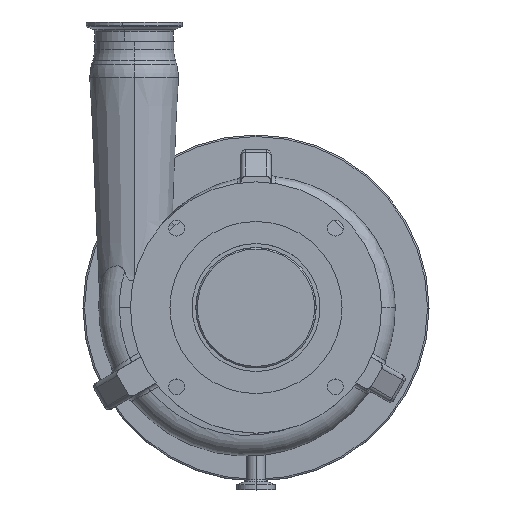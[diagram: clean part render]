
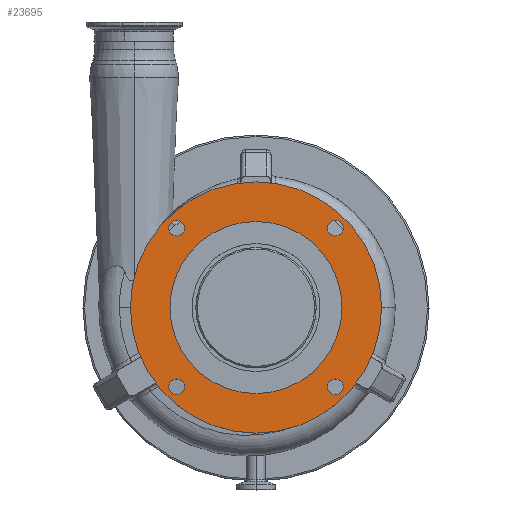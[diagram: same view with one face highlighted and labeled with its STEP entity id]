
A CAD part, top view. The second image highlights one B-rep face of the part: STEP entity #23695.
In plain terms, the highlighted face is planar.
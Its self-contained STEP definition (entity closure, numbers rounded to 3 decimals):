
#357 = DIRECTION ( 'NONE',  ( -1., 0., 0. ) ) ;
#451 = VERTEX_POINT ( 'NONE', #19891 ) ;
#659 = VERTEX_POINT ( 'NONE', #20409 ) ;
#813 = AXIS2_PLACEMENT_3D ( 'NONE', #1070, #11332, #21713 ) ;
#866 = ORIENTED_EDGE ( 'NONE', *, *, #9433, .F. ) ;
#1070 = CARTESIAN_POINT ( 'NONE',  ( 5.5, -52.759, 52.759 ) ) ;
#1288 = AXIS2_PLACEMENT_3D ( 'NONE', #23119, #2051, #20889 ) ;
#1309 = DIRECTION ( 'NONE',  ( -1., 0., 0. ) ) ;
#1589 = CARTESIAN_POINT ( 'NONE',  ( 5.5, 52.759, -58.009 ) ) ;
#1830 = ORIENTED_EDGE ( 'NONE', *, *, #18885, .F. ) ;
#1862 = CARTESIAN_POINT ( 'NONE',  ( 5.5, 52.759, 52.759 ) ) ;
#2051 = DIRECTION ( 'NONE',  ( -1., 0., 0. ) ) ;
#2096 = CIRCLE ( 'NONE', #813, 5.25 ) ;
#2322 = DIRECTION ( 'NONE',  ( 0., 0., 1. ) ) ;
#2519 = DIRECTION ( 'NONE',  ( -1., 0., 0. ) ) ;
#2605 = EDGE_CURVE ( 'NONE', #659, #2731, #19836, .T. ) ;
#2731 = VERTEX_POINT ( 'NONE', #14038 ) ;
#2769 = ORIENTED_EDGE ( 'NONE', *, *, #13778, .T. ) ;
#3207 = ORIENTED_EDGE ( 'NONE', *, *, #19791, .T. ) ;
#3346 = CARTESIAN_POINT ( 'NONE',  ( 5.5, -52.759, -52.759 ) ) ;
#3403 = EDGE_LOOP ( 'NONE', ( #866, #17998 ) ) ;
#4013 = DIRECTION ( 'NONE',  ( -1., 0., 0. ) ) ;
#4096 = EDGE_CURVE ( 'NONE', #451, #17036, #21166, .T. ) ;
#4118 = DIRECTION ( 'NONE',  ( -1., 0., 0. ) ) ;
#4126 = CIRCLE ( 'NONE', #14740, 5.25 ) ;
#4483 = EDGE_LOOP ( 'NONE', ( #1830, #22113 ) ) ;
#4790 = VERTEX_POINT ( 'NONE', #9718 ) ;
#5143 = DIRECTION ( 'NONE',  ( -1., 0., 0. ) ) ;
#5325 = CARTESIAN_POINT ( 'NONE',  ( 5.5, 52.759, 58.009 ) ) ;
#5856 = CARTESIAN_POINT ( 'NONE',  ( 5.5, 52.759, -47.509 ) ) ;
#7519 = DIRECTION ( 'NONE',  ( 0., 0., 1. ) ) ;
#7553 = DIRECTION ( 'NONE',  ( 0., 0., 1. ) ) ;
#8011 = DIRECTION ( 'NONE',  ( 0., 0., 1. ) ) ;
#8487 = ORIENTED_EDGE ( 'NONE', *, *, #11226, .F. ) ;
#8531 = ORIENTED_EDGE ( 'NONE', *, *, #4096, .F. ) ;
#8553 = CIRCLE ( 'NONE', #17432, 5.25 ) ;
#8756 = CIRCLE ( 'NONE', #26001, 57.2 ) ;
#8930 = DIRECTION ( 'NONE',  ( 0., 0., 1. ) ) ;
#9433 = EDGE_CURVE ( 'NONE', #9472, #17195, #15603, .T. ) ;
#9472 = VERTEX_POINT ( 'NONE', #5856 ) ;
#9605 = CARTESIAN_POINT ( 'NONE',  ( 5.5, -52.759, -52.759 ) ) ;
#9718 = CARTESIAN_POINT ( 'NONE',  ( 5.5, 0., 83.5 ) ) ;
#10418 = EDGE_CURVE ( 'NONE', #17195, #9472, #25802, .T. ) ;
#10634 = FACE_BOUND ( 'NONE', #17711, .T. ) ;
#10673 = CARTESIAN_POINT ( 'NONE',  ( 5.5, 52.759, 52.759 ) ) ;
#10974 = CARTESIAN_POINT ( 'NONE',  ( 5.5, 0., 0. ) ) ;
#11226 = EDGE_CURVE ( 'NONE', #22058, #25715, #8553, .T. ) ;
#11232 = CIRCLE ( 'NONE', #13447, 83.5 ) ;
#11332 = DIRECTION ( 'NONE',  ( -1., 0., 0. ) ) ;
#11392 = DIRECTION ( 'NONE',  ( 0., 0., 1. ) ) ;
#11560 = CIRCLE ( 'NONE', #12429, 57.2 ) ;
#11794 = DIRECTION ( 'NONE',  ( -1., 0., 0. ) ) ;
#12106 = CARTESIAN_POINT ( 'NONE',  ( 5.5, 52.759, -52.759 ) ) ;
#12429 = AXIS2_PLACEMENT_3D ( 'NONE', #24144, #5143, #11392 ) ;
#12470 = AXIS2_PLACEMENT_3D ( 'NONE', #3346, #11794, #20237 ) ;
#12572 = ORIENTED_EDGE ( 'NONE', *, *, #2605, .F. ) ;
#12577 = DIRECTION ( 'NONE',  ( -1., 0., 0. ) ) ;
#12634 = ORIENTED_EDGE ( 'NONE', *, *, #13658, .F. ) ;
#13221 = AXIS2_PLACEMENT_3D ( 'NONE', #9605, #1309, #7519 ) ;
#13447 = AXIS2_PLACEMENT_3D ( 'NONE', #16961, #357, #8930 ) ;
#13525 = CARTESIAN_POINT ( 'NONE',  ( 5.5, 0., -83.5 ) ) ;
#13566 = VERTEX_POINT ( 'NONE', #22735 ) ;
#13658 = EDGE_CURVE ( 'NONE', #25715, #22058, #4126, .T. ) ;
#13778 = EDGE_CURVE ( 'NONE', #4790, #14234, #11232, .T. ) ;
#14038 = CARTESIAN_POINT ( 'NONE',  ( 5.5, -52.759, -47.509 ) ) ;
#14234 = VERTEX_POINT ( 'NONE', #13525 ) ;
#14740 = AXIS2_PLACEMENT_3D ( 'NONE', #10673, #4013, #8011 ) ;
#14754 = VERTEX_POINT ( 'NONE', #16454 ) ;
#15603 = CIRCLE ( 'NONE', #22240, 5.25 ) ;
#16454 = CARTESIAN_POINT ( 'NONE',  ( 5.5, 0., -57.2 ) ) ;
#16535 = ORIENTED_EDGE ( 'NONE', *, *, #19917, .F. ) ;
#16579 = FACE_OUTER_BOUND ( 'NONE', #25804, .T. ) ;
#16862 = AXIS2_PLACEMENT_3D ( 'NONE', #21156, #4118, #21020 ) ;
#16877 = EDGE_LOOP ( 'NONE', ( #19839, #8531 ) ) ;
#16961 = CARTESIAN_POINT ( 'NONE',  ( 5.5, 0., 0. ) ) ;
#16997 = FACE_BOUND ( 'NONE', #4483, .T. ) ;
#17036 = VERTEX_POINT ( 'NONE', #18080 ) ;
#17195 = VERTEX_POINT ( 'NONE', #1589 ) ;
#17344 = DIRECTION ( 'NONE',  ( -1., 0., 0. ) ) ;
#17432 = AXIS2_PLACEMENT_3D ( 'NONE', #1862, #17344, #27183 ) ;
#17711 = EDGE_LOOP ( 'NONE', ( #12634, #8487 ) ) ;
#17852 = CARTESIAN_POINT ( 'NONE',  ( 5.5, 52.759, 47.509 ) ) ;
#17955 = EDGE_CURVE ( 'NONE', #14754, #13566, #11560, .T. ) ;
#17998 = ORIENTED_EDGE ( 'NONE', *, *, #10418, .F. ) ;
#18080 = CARTESIAN_POINT ( 'NONE',  ( 5.5, -52.759, 58.009 ) ) ;
#18092 = CARTESIAN_POINT ( 'NONE',  ( 5.5, 0., 0. ) ) ;
#18752 = EDGE_CURVE ( 'NONE', #17036, #451, #2096, .T. ) ;
#18799 = FACE_BOUND ( 'NONE', #23788, .T. ) ;
#18885 = EDGE_CURVE ( 'NONE', #13566, #14754, #8756, .T. ) ;
#18934 = CARTESIAN_POINT ( 'NONE',  ( 5.5, 52.759, -52.759 ) ) ;
#19076 = PLANE ( 'NONE',  #16862 ) ;
#19157 = AXIS2_PLACEMENT_3D ( 'NONE', #18934, #12577, #2322 ) ;
#19791 = EDGE_CURVE ( 'NONE', #14234, #4790, #26017, .T. ) ;
#19836 = CIRCLE ( 'NONE', #13221, 5.25 ) ;
#19839 = ORIENTED_EDGE ( 'NONE', *, *, #18752, .F. ) ;
#19891 = CARTESIAN_POINT ( 'NONE',  ( 5.5, -52.759, 47.509 ) ) ;
#19917 = EDGE_CURVE ( 'NONE', #2731, #659, #27335, .T. ) ;
#20237 = DIRECTION ( 'NONE',  ( 0., 0., 1. ) ) ;
#20409 = CARTESIAN_POINT ( 'NONE',  ( 5.5, -52.759, -58.009 ) ) ;
#20889 = DIRECTION ( 'NONE',  ( 0., 0., 1. ) ) ;
#21020 = DIRECTION ( 'NONE',  ( 0., 0., 1. ) ) ;
#21156 = CARTESIAN_POINT ( 'NONE',  ( 5.5, 0., 0. ) ) ;
#21166 = CIRCLE ( 'NONE', #1288, 5.25 ) ;
#21713 = DIRECTION ( 'NONE',  ( 0., 0., 1. ) ) ;
#22058 = VERTEX_POINT ( 'NONE', #17852 ) ;
#22113 = ORIENTED_EDGE ( 'NONE', *, *, #17955, .F. ) ;
#22240 = AXIS2_PLACEMENT_3D ( 'NONE', #12106, #22775, #22373 ) ;
#22373 = DIRECTION ( 'NONE',  ( 0., 0., 1. ) ) ;
#22735 = CARTESIAN_POINT ( 'NONE',  ( 5.5, 0., 57.2 ) ) ;
#22775 = DIRECTION ( 'NONE',  ( -1., 0., 0. ) ) ;
#22837 = FACE_BOUND ( 'NONE', #16877, .T. ) ;
#23115 = FACE_BOUND ( 'NONE', #3403, .T. ) ;
#23119 = CARTESIAN_POINT ( 'NONE',  ( 5.5, -52.759, 52.759 ) ) ;
#23695 = ADVANCED_FACE ( 'NONE', ( #16997, #10634, #22837, #18799, #23115, #16579 ), #19076, .T. ) ;
#23788 = EDGE_LOOP ( 'NONE', ( #16535, #12572 ) ) ;
#24144 = CARTESIAN_POINT ( 'NONE',  ( 5.5, 0., 0. ) ) ;
#25641 = DIRECTION ( 'NONE',  ( 0., 0., 1. ) ) ;
#25715 = VERTEX_POINT ( 'NONE', #5325 ) ;
#25802 = CIRCLE ( 'NONE', #19157, 5.25 ) ;
#25804 = EDGE_LOOP ( 'NONE', ( #2769, #3207 ) ) ;
#26001 = AXIS2_PLACEMENT_3D ( 'NONE', #18092, #26531, #7553 ) ;
#26017 = CIRCLE ( 'NONE', #26474, 83.5 ) ;
#26474 = AXIS2_PLACEMENT_3D ( 'NONE', #10974, #2519, #25641 ) ;
#26531 = DIRECTION ( 'NONE',  ( -1., 0., 0. ) ) ;
#27183 = DIRECTION ( 'NONE',  ( 0., 0., 1. ) ) ;
#27335 = CIRCLE ( 'NONE', #12470, 5.25 ) ;
